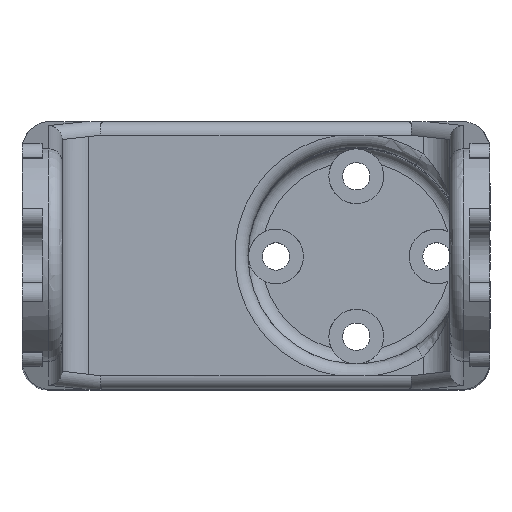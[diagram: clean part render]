
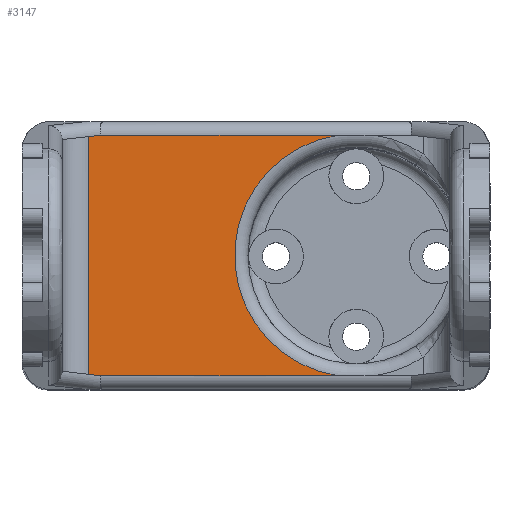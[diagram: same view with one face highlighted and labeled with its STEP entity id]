
A CAD part, top view. The second image highlights one B-rep face of the part: STEP entity #3147.
In plain terms, the highlighted planar face has unit normal (0, 0, 1).
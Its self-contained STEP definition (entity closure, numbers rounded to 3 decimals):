
#110=CIRCLE('',#3364,9.1);
#330=PLANE('',#3362);
#376=FACE_OUTER_BOUND('',#567,.T.);
#567=EDGE_LOOP('',(#2093,#2094,#2095,#2096,#2097,#2098,#2099,#2100));
#808=LINE('',#4860,#978);
#809=LINE('',#4863,#979);
#810=LINE('',#4865,#980);
#811=LINE('',#4867,#981);
#812=LINE('',#4871,#982);
#978=VECTOR('',#3804,10.);
#979=VECTOR('',#3807,10.);
#980=VECTOR('',#3808,10.);
#981=VECTOR('',#3809,10.);
#982=VECTOR('',#3812,10.);
#1219=ELLIPSE('',#3351,1.423,1.);
#1223=ELLIPSE('',#3363,1.423,1.);
#1242=VERTEX_POINT('',#4759);
#1243=VERTEX_POINT('',#4760);
#1268=VERTEX_POINT('',#4840);
#1269=VERTEX_POINT('',#4862);
#1270=VERTEX_POINT('',#4864);
#1271=VERTEX_POINT('',#4866);
#1272=VERTEX_POINT('',#4868);
#1273=VERTEX_POINT('',#4870);
#1555=EDGE_CURVE('',#1242,#1243,#1219,.F.);
#1585=EDGE_CURVE('',#1268,#1242,#808,.T.);
#1586=EDGE_CURVE('',#1269,#1243,#809,.T.);
#1587=EDGE_CURVE('',#1269,#1270,#810,.T.);
#1588=EDGE_CURVE('',#1271,#1270,#811,.T.);
#1589=EDGE_CURVE('',#1272,#1271,#1223,.T.);
#1590=EDGE_CURVE('',#1273,#1272,#812,.T.);
#1591=EDGE_CURVE('',#1273,#1268,#110,.T.);
#2093=ORIENTED_EDGE('',*,*,#1585,.T.);
#2094=ORIENTED_EDGE('',*,*,#1555,.T.);
#2095=ORIENTED_EDGE('',*,*,#1586,.F.);
#2096=ORIENTED_EDGE('',*,*,#1587,.T.);
#2097=ORIENTED_EDGE('',*,*,#1588,.F.);
#2098=ORIENTED_EDGE('',*,*,#1589,.F.);
#2099=ORIENTED_EDGE('',*,*,#1590,.F.);
#2100=ORIENTED_EDGE('',*,*,#1591,.T.);
#3147=ADVANCED_FACE('',(#376),#330,.F.);
#3351=AXIS2_PLACEMENT_3D('',#4761,#3764,#3765);
#3362=AXIS2_PLACEMENT_3D('',#4861,#3805,#3806);
#3363=AXIS2_PLACEMENT_3D('',#4869,#3810,#3811);
#3364=AXIS2_PLACEMENT_3D('',#4872,#3813,#3814);
#3764=DIRECTION('center_axis',(0.,0.,
1.));
#3765=DIRECTION('ref_axis',(0.994,0.113,0.));
#3804=DIRECTION('',(-1.,0.,0.));
#3805=DIRECTION('center_axis',(0.,0.,
-1.));
#3806=DIRECTION('ref_axis',(0.,1.,0.));
#3807=DIRECTION('',(1.,0.,0.));
#3808=DIRECTION('',(0.,-1.,0.));
#3809=DIRECTION('',(-1.,0.,0.));
#3810=DIRECTION('center_axis',(0.,0.,
1.));
#3811=DIRECTION('ref_axis',(0.994,-0.113,0.));
#3812=DIRECTION('',(-1.,0.,0.));
#3813=DIRECTION('center_axis',(0.,0.,
-1.));
#3814=DIRECTION('ref_axis',(-1.,0.,0.));
#4759=CARTESIAN_POINT('',(72.636,-36.987,41.691));
#4760=CARTESIAN_POINT('',(72.635,-36.993,41.691));
#4761=CARTESIAN_POINT('Origin',(71.221,-36.993,41.691));
#4840=CARTESIAN_POINT('',(90.404,-36.987,41.691));
#4860=CARTESIAN_POINT('',(75.5,-36.987,41.691));
#4861=CARTESIAN_POINT('Origin',(84.25,-45.987,41.691));
#4862=CARTESIAN_POINT('',(71.75,-36.993,41.691));
#4863=CARTESIAN_POINT('',(76.217,-36.993,41.691));
#4864=CARTESIAN_POINT('',(71.75,-54.98,41.691));
#4865=CARTESIAN_POINT('',(71.75,-45.987,41.691));
#4866=CARTESIAN_POINT('',(72.635,-54.98,41.691));
#4867=CARTESIAN_POINT('',(76.217,-54.98,41.691));
#4868=CARTESIAN_POINT('',(72.636,-54.987,41.691));
#4869=CARTESIAN_POINT('Origin',(71.221,-54.98,41.691));
#4870=CARTESIAN_POINT('',(90.404,-54.987,41.691));
#4871=CARTESIAN_POINT('',(75.5,-54.987,41.691));
#4872=CARTESIAN_POINT('Origin',(91.75,-45.987,41.691));
